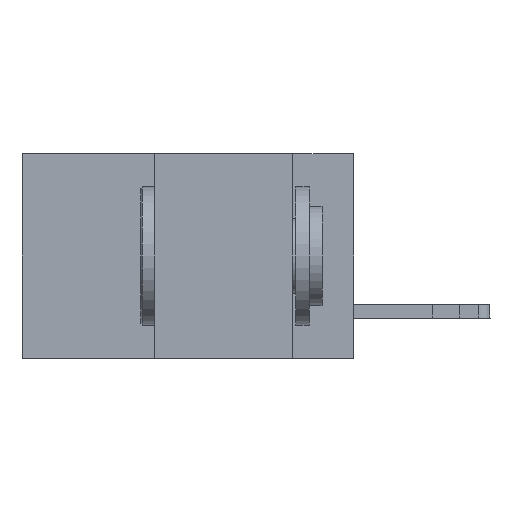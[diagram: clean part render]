
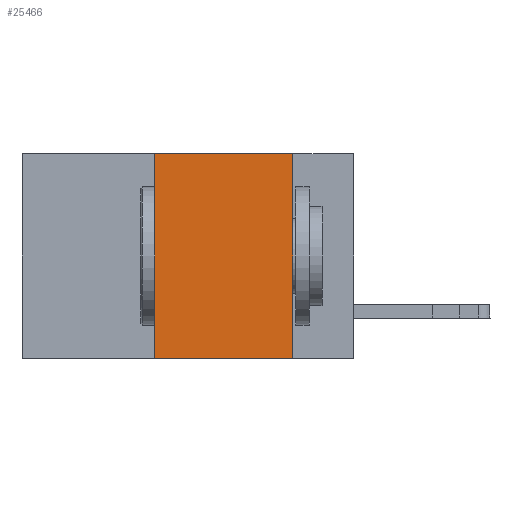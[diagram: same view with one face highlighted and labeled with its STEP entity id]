
A CAD part, left-side view. The second image highlights one B-rep face of the part: STEP entity #25466.
In plain terms, the highlighted planar face has unit normal (-1, 0, 0).
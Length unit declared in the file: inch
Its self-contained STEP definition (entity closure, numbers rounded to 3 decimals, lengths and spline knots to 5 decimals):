
#1652 = CARTESIAN_POINT ( 'NONE',  ( 0., 0.11, 0. ) ) ;
#3054 = ORIENTED_EDGE ( 'NONE', *, *, #29033, .T. ) ;
#3581 = LINE ( 'NONE', #1652, #15626 ) ;
#5973 = EDGE_CURVE ( 'NONE', #17060, #27001, #35064, .T. ) ;
#7150 = VECTOR ( 'NONE', #19100, 39.37008 ) ;
#7779 = CARTESIAN_POINT ( 'NONE',  ( 0., 0.6, 0. ) ) ;
#7920 = CARTESIAN_POINT ( 'NONE',  ( 0., 0.6, 0. ) ) ;
#8368 = PLANE ( 'NONE',  #20549 ) ;
#10665 = VERTEX_POINT ( 'NONE', #11058 ) ;
#11022 = EDGE_CURVE ( 'NONE', #10665, #17060, #21910, .T. ) ;
#11058 = CARTESIAN_POINT ( 'NONE',  ( 0., 0.36, -0.37 ) ) ;
#11833 = DIRECTION ( 'NONE',  ( 0., 0., 1. ) ) ;
#13264 = DIRECTION ( 'NONE',  ( 0., 0., -1. ) ) ;
#13667 = ORIENTED_EDGE ( 'NONE', *, *, #11022, .F. ) ;
#13742 = ORIENTED_EDGE ( 'NONE', *, *, #5973, .F. ) ;
#14722 = CARTESIAN_POINT ( 'NONE',  ( 0., 0.11, 0. ) ) ;
#15626 = VECTOR ( 'NONE', #13264, 39.37008 ) ;
#16374 = CARTESIAN_POINT ( 'NONE',  ( 0., 0.6, -0.37 ) ) ;
#17060 = VERTEX_POINT ( 'NONE', #34261 ) ;
#17501 = EDGE_CURVE ( 'NONE', #27001, #28503, #3581, .T. ) ;
#19100 = DIRECTION ( 'NONE',  ( 0., -1., 0. ) ) ;
#19960 = LINE ( 'NONE', #16374, #7150 ) ;
#19972 = CARTESIAN_POINT ( 'NONE',  ( 0., 0.36, 0. ) ) ;
#20549 = AXIS2_PLACEMENT_3D ( 'NONE', #7920, #21680, #27380 ) ;
#20853 = FACE_OUTER_BOUND ( 'NONE', #27054, .T. ) ;
#21680 = DIRECTION ( 'NONE',  ( 1., 0., 0. ) ) ;
#21910 = LINE ( 'NONE', #19972, #33842 ) ;
#22795 = ORIENTED_EDGE ( 'NONE', *, *, #17501, .F. ) ;
#24291 = DIRECTION ( 'NONE',  ( 0., -1., 0. ) ) ;
#25466 = ADVANCED_FACE ( 'NONE', ( #20853 ), #8368, .F. ) ;
#27001 = VERTEX_POINT ( 'NONE', #14722 ) ;
#27054 = EDGE_LOOP ( 'NONE', ( #22795, #13742, #13667, #3054 ) ) ;
#27380 = DIRECTION ( 'NONE',  ( 0., 0., -1. ) ) ;
#28503 = VERTEX_POINT ( 'NONE', #30454 ) ;
#29033 = EDGE_CURVE ( 'NONE', #10665, #28503, #19960, .T. ) ;
#29948 = VECTOR ( 'NONE', #24291, 39.37008 ) ;
#30454 = CARTESIAN_POINT ( 'NONE',  ( 0., 0.11, -0.37 ) ) ;
#33842 = VECTOR ( 'NONE', #11833, 39.37008 ) ;
#34261 = CARTESIAN_POINT ( 'NONE',  ( 0., 0.36, 0. ) ) ;
#35064 = LINE ( 'NONE', #7779, #29948 ) ;
